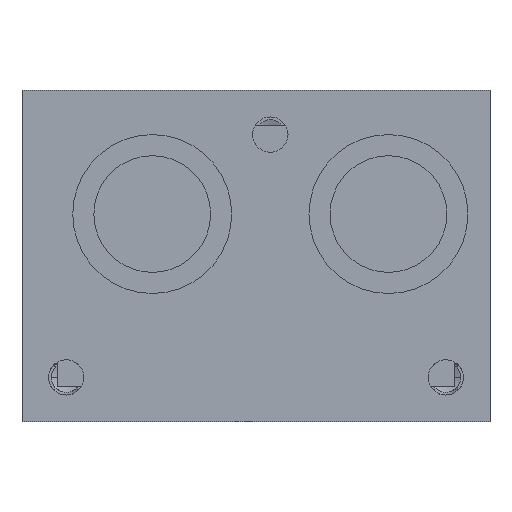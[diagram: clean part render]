
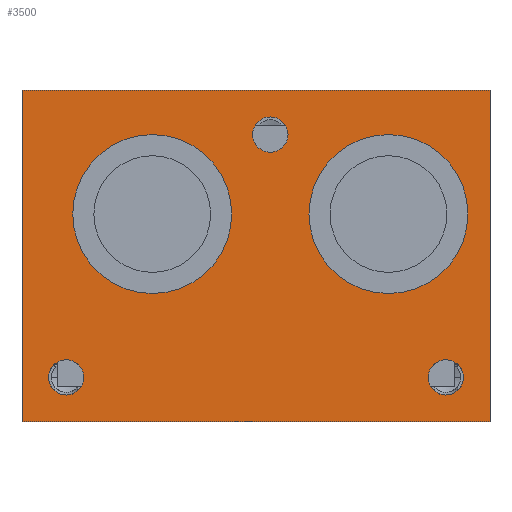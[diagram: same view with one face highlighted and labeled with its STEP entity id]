
A CAD part, front view. The second image highlights one B-rep face of the part: STEP entity #3500.
In plain terms, the highlighted planar face has unit normal (0, -1, 0).
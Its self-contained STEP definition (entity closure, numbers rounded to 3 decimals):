
#1560 = EDGE_CURVE( '', #3906, #3712, #4391, .T. );
#1588 = VERTEX_POINT( '', #4423 );
#1660 = EDGE_CURVE( '', #3738, #3908, #4507, .T. );
#1696 = VERTEX_POINT( '', #4546 );
#1742 = EDGE_CURVE( '', #3738, #4028, #4613, .T. );
#1920 = VERTEX_POINT( '', #4815 );
#1928 = EDGE_CURVE( '', #1588, #1696, #4824, .T. );
#2230 = EDGE_CURVE( '', #2538, #3030, #5160, .T. );
#2342 = EDGE_CURVE( '', #3248, #3284, #5280, .T. );
#2518 = VERTEX_POINT( '', #5483 );
#2538 = VERTEX_POINT( '', #5505 );
#2736 = EDGE_CURVE( '', #3284, #3248, #5730, .T. );
#3030 = VERTEX_POINT( '', #6050 );
#3142 = EDGE_CURVE( '', #3030, #2538, #6173, .T. );
#3248 = VERTEX_POINT( '', #6293 );
#3284 = VERTEX_POINT( '', #6333 );
#3286 = EDGE_CURVE( '', #3712, #3906, #6335, .T. );
#3500 = ADVANCED_FACE( '', ( #6573, #6574, #6575, #6576, #6577, #6578 ), #6579, .F. );
#3664 = EDGE_CURVE( '', #4028, #2518, #6761, .T. );
#3712 = VERTEX_POINT( '', #6812 );
#3738 = VERTEX_POINT( '', #6842 );
#3744 = EDGE_CURVE( '', #4132, #1920, #6848, .T. );
#3874 = EDGE_CURVE( '', #2518, #3908, #6997, .T. );
#3882 = EDGE_CURVE( '', #1920, #4132, #7005, .T. );
#3906 = VERTEX_POINT( '', #7030 );
#3908 = VERTEX_POINT( '', #7032 );
#4028 = VERTEX_POINT( '', #7166 );
#4050 = EDGE_CURVE( '', #1696, #1588, #7191, .T. );
#4132 = VERTEX_POINT( '', #7326 );
#4391 = CIRCLE( '', #7686, 4. );
#4423 = CARTESIAN_POINT( '', ( 379.5, 0., 92. ) );
#4507 = LINE( '', #7831, #7832 );
#4546 = CARTESIAN_POINT( '', ( 343.5, 0., 92. ) );
#4613 = LINE( '', #7970, #7971 );
#4815 = CARTESIAN_POINT( '', ( 392.25, 0., 110. ) );
#4824 = CIRCLE( '', #8244, 18. );
#5160 = CIRCLE( '', #8720, 18. );
#5280 = CIRCLE( '', #8893, 4. );
#5483 = CARTESIAN_POINT( '', ( 438., 0., 45. ) );
#5505 = CARTESIAN_POINT( '', ( 397., 0., 92. ) );
#5730 = CIRCLE( '', #9536, 4. );
#6050 = CARTESIAN_POINT( '', ( 433., 0., 92. ) );
#6173 = CIRCLE( '', #10155, 18. );
#6293 = CARTESIAN_POINT( '', ( 424., 0., 55. ) );
#6333 = CARTESIAN_POINT( '', ( 432., 0., 55. ) );
#6335 = CIRCLE( '', #10387, 4. );
#6573 = FACE_BOUND( '', #10698, .T. );
#6574 = FACE_BOUND( '', #10699, .T. );
#6575 = FACE_BOUND( '', #10700, .T. );
#6576 = FACE_BOUND( '', #10701, .T. );
#6577 = FACE_BOUND( '', #10702, .T. );
#6578 = FACE_OUTER_BOUND( '', #10703, .T. );
#6579 = PLANE( '', #10704 );
#6761 = LINE( '', #10940, #10941 );
#6812 = CARTESIAN_POINT( '', ( 338., 0., 55. ) );
#6842 = CARTESIAN_POINT( '', ( 332., 0., 120. ) );
#6848 = CIRCLE( '', #11048, 4. );
#6997 = LINE( '', #11250, #11251 );
#7005 = CIRCLE( '', #11261, 4. );
#7030 = CARTESIAN_POINT( '', ( 346., 0., 55. ) );
#7032 = CARTESIAN_POINT( '', ( 332., 0., 45. ) );
#7166 = CARTESIAN_POINT( '', ( 438., 0., 120. ) );
#7191 = CIRCLE( '', #11517, 18. );
#7326 = CARTESIAN_POINT( '', ( 384.25, 0., 110. ) );
#7686 = AXIS2_PLACEMENT_3D( '', #11970, #11971, #11972 );
#7831 = CARTESIAN_POINT( '', ( 332., 0., 82.5 ) );
#7832 = VECTOR( '', #12124, 1. );
#7970 = CARTESIAN_POINT( '', ( 385., 0., 120. ) );
#7971 = VECTOR( '', #12257, 1. );
#8244 = AXIS2_PLACEMENT_3D( '', #12528, #12529, #12530 );
#8720 = AXIS2_PLACEMENT_3D( '', #12936, #12937, #12938 );
#8893 = AXIS2_PLACEMENT_3D( '', #13057, #13058, #13059 );
#9536 = AXIS2_PLACEMENT_3D( '', #13651, #13652, #13653 );
#10155 = AXIS2_PLACEMENT_3D( '', #14149, #14150, #14151 );
#10387 = AXIS2_PLACEMENT_3D( '', #14360, #14361, #14362 );
#10698 = EDGE_LOOP( '', ( #14672, #14673 ) );
#10699 = EDGE_LOOP( '', ( #14674, #14675 ) );
#10700 = EDGE_LOOP( '', ( #14676, #14677 ) );
#10701 = EDGE_LOOP( '', ( #14678, #14679 ) );
#10702 = EDGE_LOOP( '', ( #14680, #14681 ) );
#10703 = EDGE_LOOP( '', ( #14682, #14683, #14684, #14685 ) );
#10704 = AXIS2_PLACEMENT_3D( '', #14686, #14687, #14688 );
#10940 = CARTESIAN_POINT( '', ( 438., 0., 82.5 ) );
#10941 = VECTOR( '', #14902, 1. );
#11048 = AXIS2_PLACEMENT_3D( '', #14999, #15000, #15001 );
#11250 = CARTESIAN_POINT( '', ( 385., 0., 45. ) );
#11251 = VECTOR( '', #15202, 1. );
#11261 = AXIS2_PLACEMENT_3D( '', #15206, #15207, #15208 );
#11517 = AXIS2_PLACEMENT_3D( '', #15427, #15428, #15429 );
#11970 = CARTESIAN_POINT( '', ( 342., 0., 55. ) );
#11971 = DIRECTION( '', ( 0., 1., 0. ) );
#11972 = DIRECTION( '', ( 1., 0., 0. ) );
#12124 = DIRECTION( '', ( 0., 0., -1. ) );
#12257 = DIRECTION( '', ( 1., 0., 0. ) );
#12528 = CARTESIAN_POINT( '', ( 361.5, 0., 92. ) );
#12529 = DIRECTION( '', ( 0., 1., 0. ) );
#12530 = DIRECTION( '', ( 1., 0., 0. ) );
#12936 = CARTESIAN_POINT( '', ( 415., 0., 92. ) );
#12937 = DIRECTION( '', ( 0., 1., 0. ) );
#12938 = DIRECTION( '', ( 1., 0., 0. ) );
#13057 = CARTESIAN_POINT( '', ( 428., 0., 55. ) );
#13058 = DIRECTION( '', ( 0., 1., 0. ) );
#13059 = DIRECTION( '', ( 1., 0., 0. ) );
#13651 = CARTESIAN_POINT( '', ( 428., 0., 55. ) );
#13652 = DIRECTION( '', ( 0., 1., 0. ) );
#13653 = DIRECTION( '', ( 1., 0., 0. ) );
#14149 = CARTESIAN_POINT( '', ( 415., 0., 92. ) );
#14150 = DIRECTION( '', ( 0., 1., 0. ) );
#14151 = DIRECTION( '', ( 1., 0., 0. ) );
#14360 = CARTESIAN_POINT( '', ( 342., 0., 55. ) );
#14361 = DIRECTION( '', ( 0., 1., 0. ) );
#14362 = DIRECTION( '', ( 1., 0., 0. ) );
#14672 = ORIENTED_EDGE( '', *, *, #3882, .T. );
#14673 = ORIENTED_EDGE( '', *, *, #3744, .T. );
#14674 = ORIENTED_EDGE( '', *, *, #2736, .T. );
#14675 = ORIENTED_EDGE( '', *, *, #2342, .T. );
#14676 = ORIENTED_EDGE( '', *, *, #3142, .T. );
#14677 = ORIENTED_EDGE( '', *, *, #2230, .T. );
#14678 = ORIENTED_EDGE( '', *, *, #1928, .T. );
#14679 = ORIENTED_EDGE( '', *, *, #4050, .T. );
#14680 = ORIENTED_EDGE( '', *, *, #1560, .T. );
#14681 = ORIENTED_EDGE( '', *, *, #3286, .T. );
#14682 = ORIENTED_EDGE( '', *, *, #1660, .T. );
#14683 = ORIENTED_EDGE( '', *, *, #3874, .F. );
#14684 = ORIENTED_EDGE( '', *, *, #3664, .F. );
#14685 = ORIENTED_EDGE( '', *, *, #1742, .F. );
#14686 = CARTESIAN_POINT( '', ( 385., 0., 82.5 ) );
#14687 = DIRECTION( '', ( 0., 1., 0. ) );
#14688 = DIRECTION( '', ( 0., 0., 1. ) );
#14902 = DIRECTION( '', ( 0., 0., -1. ) );
#14999 = CARTESIAN_POINT( '', ( 388.25, 0., 110. ) );
#15000 = DIRECTION( '', ( 0., 1., 0. ) );
#15001 = DIRECTION( '', ( 1., 0., 0. ) );
#15202 = DIRECTION( '', ( -1., 0., 0. ) );
#15206 = CARTESIAN_POINT( '', ( 388.25, 0., 110. ) );
#15207 = DIRECTION( '', ( 0., 1., 0. ) );
#15208 = DIRECTION( '', ( 1., 0., 0. ) );
#15427 = CARTESIAN_POINT( '', ( 361.5, 0., 92. ) );
#15428 = DIRECTION( '', ( 0., 1., 0. ) );
#15429 = DIRECTION( '', ( 1., 0., 0. ) );
